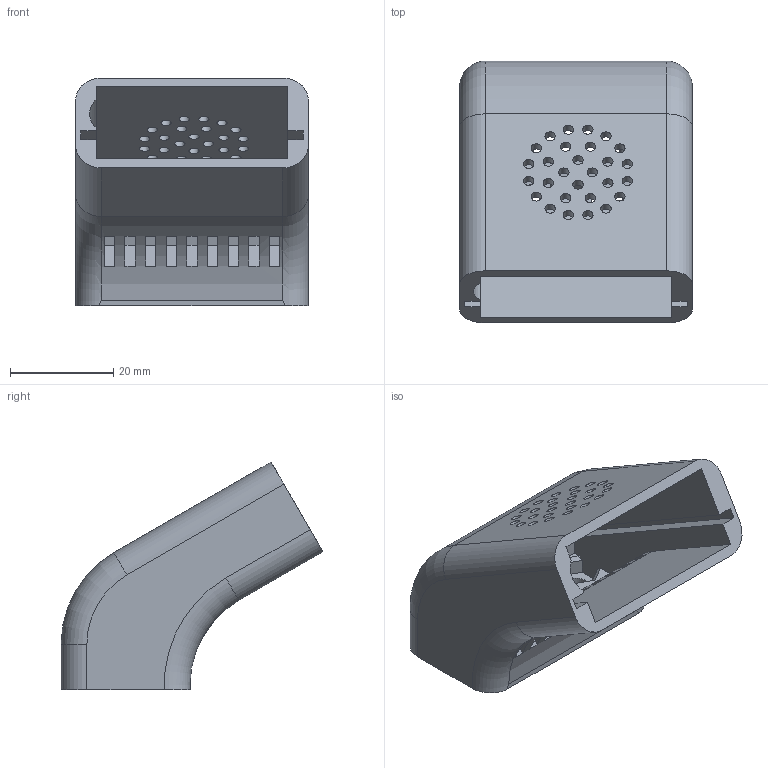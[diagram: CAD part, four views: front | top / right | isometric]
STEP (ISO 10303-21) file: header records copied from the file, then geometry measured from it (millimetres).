
FILE_DESCRIPTION(/* description */ (''),/* implementation_level */ '2;1');
FILE_NAME(/* name */ 'case.step',/* time_stamp */ '2020-12-29T17:15:58+01:00',/* author */ (''),/* organization */ (''),/* preprocessor_version */ 'ST-DEVELOPER v18.1',/* originating_system */ 'Autodesk Translation Framework v9.7.1.1290',/* authorisation */ '');
FILE_SCHEMA (('AUTOMOTIVE_DESIGN { 1 0 10303 214 3 1 1 }'));
Length unit declared in the file: millimetre
Products named in the file (1): PD Board_Version1
Bounding box: 45.1 x 50.75 x 44.18 mm (x, y, z)
Volume: 20596.2 mm3; surface area: 14720.8 mm2
Topology: 1 solids, 1 shells, 138 faces, 411 edges, 266 vertices
Faces by surface type: plane 91, cylinder 43, torus 4
Full cylindrical faces by diameter (mm): 2 x28, 4.3 x2
Entity records: 4852 total; most frequent: CARTESIAN_POINT 856, ORIENTED_EDGE 822, DIRECTION 813, EDGE_CURVE 411, LINE 279, VECTOR 279, AXIS2_PLACEMENT_3D 267, VERTEX_POINT 266
